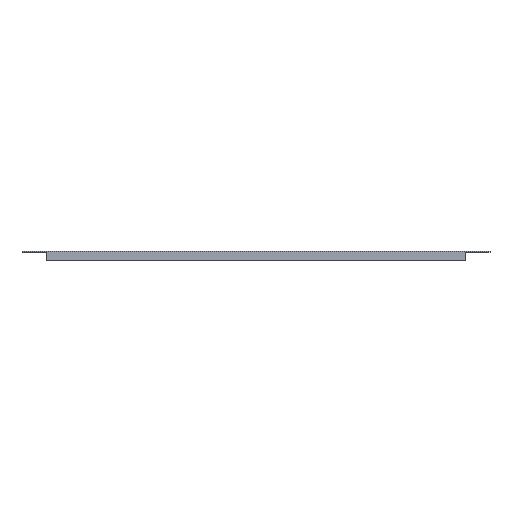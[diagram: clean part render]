
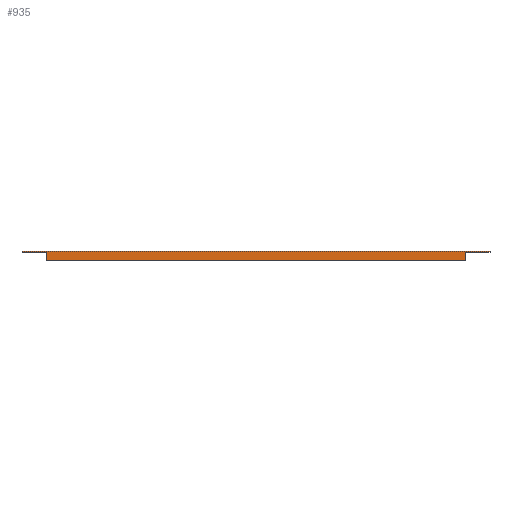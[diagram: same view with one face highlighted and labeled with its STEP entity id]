
A CAD part, front view. The second image highlights one B-rep face of the part: STEP entity #935.
In plain terms, the highlighted planar face has unit normal (0, -1, 0).
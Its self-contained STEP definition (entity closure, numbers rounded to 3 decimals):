
#25 = VERTEX_POINT ( 'NONE', #837 ) ;
#51 = CARTESIAN_POINT ( 'NONE',  ( -365., -125., 0. ) ) ;
#59 = DIRECTION ( 'NONE',  ( 1., 0., 0. ) ) ;
#66 = CARTESIAN_POINT ( 'NONE',  ( -365., -125., 1.5 ) ) ;
#119 = VERTEX_POINT ( 'NONE', #1023 ) ;
#141 = VECTOR ( 'NONE', #851, 1000. ) ;
#194 = LINE ( 'NONE', #872, #141 ) ;
#199 = CARTESIAN_POINT ( 'NONE',  ( 327., -125., 0. ) ) ;
#216 = ORIENTED_EDGE ( 'NONE', *, *, #739, .T. ) ;
#235 = DIRECTION ( 'NONE',  ( -1., 0., 0. ) ) ;
#242 = PLANE ( 'NONE',  #267 ) ;
#254 = DIRECTION ( 'NONE',  ( 0., 1., 0. ) ) ;
#267 = AXIS2_PLACEMENT_3D ( 'NONE', #285, #254, #235 ) ;
#285 = CARTESIAN_POINT ( 'NONE',  ( -365., -125., 1.5 ) ) ;
#301 = FACE_OUTER_BOUND ( 'NONE', #790, .T. ) ;
#338 = VECTOR ( 'NONE', #893, 1000. ) ;
#366 = VECTOR ( 'NONE', #59, 1000. ) ;
#383 = DIRECTION ( 'NONE',  ( 1., 0., 0. ) ) ;
#403 = LINE ( 'NONE', #66, #366 ) ;
#417 = CARTESIAN_POINT ( 'NONE',  ( -365., -125., 0. ) ) ;
#418 = VECTOR ( 'NONE', #690, 1000. ) ;
#454 = CARTESIAN_POINT ( 'NONE',  ( -365., -125., 1.5 ) ) ;
#474 = EDGE_CURVE ( 'NONE', #552, #610, #1011, .T. ) ;
#512 = DIRECTION ( 'NONE',  ( 0., 0., -1. ) ) ;
#518 = CARTESIAN_POINT ( 'NONE',  ( -365., -125., 1.5 ) ) ;
#535 = LINE ( 'NONE', #759, #418 ) ;
#543 = LINE ( 'NONE', #1021, #1028 ) ;
#552 = VERTEX_POINT ( 'NONE', #199 ) ;
#576 = EDGE_CURVE ( 'NONE', #840, #1108, #403, .T. ) ;
#579 = CARTESIAN_POINT ( 'NONE',  ( -327., -125., 0. ) ) ;
#602 = ORIENTED_EDGE ( 'NONE', *, *, #576, .F. ) ;
#606 = EDGE_CURVE ( 'NONE', #119, #802, #543, .T. ) ;
#610 = VERTEX_POINT ( 'NONE', #1036 ) ;
#612 = ORIENTED_EDGE ( 'NONE', *, *, #655, .F. ) ;
#613 = ORIENTED_EDGE ( 'NONE', *, *, #640, .F. ) ;
#616 = ORIENTED_EDGE ( 'NONE', *, *, #474, .T. ) ;
#636 = EDGE_CURVE ( 'NONE', #25, #552, #985, .T. ) ;
#640 = EDGE_CURVE ( 'NONE', #1108, #610, #194, .T. ) ;
#655 = EDGE_CURVE ( 'NONE', #25, #119, #1017, .T. ) ;
#666 = ORIENTED_EDGE ( 'NONE', *, *, #606, .F. ) ;
#681 = VECTOR ( 'NONE', #811, 1000. ) ;
#688 = VECTOR ( 'NONE', #512, 1000. ) ;
#690 = DIRECTION ( 'NONE',  ( 1., 0., 0. ) ) ;
#702 = ORIENTED_EDGE ( 'NONE', *, *, #636, .T. ) ;
#739 = EDGE_CURVE ( 'NONE', #1015, #802, #535, .T. ) ;
#759 = CARTESIAN_POINT ( 'NONE',  ( -365., -125., 0. ) ) ;
#790 = EDGE_LOOP ( 'NONE', ( #216, #666, #612, #702, #616, #613, #602, #959 ) ) ;
#802 = VERTEX_POINT ( 'NONE', #579 ) ;
#811 = DIRECTION ( 'NONE',  ( -1., 0., 0. ) ) ;
#820 = CARTESIAN_POINT ( 'NONE',  ( 327., -125., -13.5 ) ) ;
#821 = EDGE_CURVE ( 'NONE', #840, #1015, #1117, .T. ) ;
#837 = CARTESIAN_POINT ( 'NONE',  ( 327., -125., -13.5 ) ) ;
#840 = VERTEX_POINT ( 'NONE', #454 ) ;
#851 = DIRECTION ( 'NONE',  ( 0., 0., -1. ) ) ;
#872 = CARTESIAN_POINT ( 'NONE',  ( 365., -125., 1.5 ) ) ;
#893 = DIRECTION ( 'NONE',  ( 0., 0., 1. ) ) ;
#899 = CARTESIAN_POINT ( 'NONE',  ( 327., -125., -13.5 ) ) ;
#935 = ADVANCED_FACE ( 'NONE', ( #301 ), #242, .F. ) ;
#959 = ORIENTED_EDGE ( 'NONE', *, *, #821, .T. ) ;
#985 = LINE ( 'NONE', #899, #338 ) ;
#987 = VECTOR ( 'NONE', #383, 1000. ) ;
#1011 = LINE ( 'NONE', #417, #987 ) ;
#1015 = VERTEX_POINT ( 'NONE', #51 ) ;
#1017 = LINE ( 'NONE', #820, #681 ) ;
#1021 = CARTESIAN_POINT ( 'NONE',  ( -327., -125., -13.5 ) ) ;
#1023 = CARTESIAN_POINT ( 'NONE',  ( -327., -125., -13.5 ) ) ;
#1028 = VECTOR ( 'NONE', #1038, 1000. ) ;
#1036 = CARTESIAN_POINT ( 'NONE',  ( 365., -125., 0. ) ) ;
#1038 = DIRECTION ( 'NONE',  ( 0., 0., 1. ) ) ;
#1108 = VERTEX_POINT ( 'NONE', #1148 ) ;
#1117 = LINE ( 'NONE', #518, #688 ) ;
#1148 = CARTESIAN_POINT ( 'NONE',  ( 365., -125., 1.5 ) ) ;
